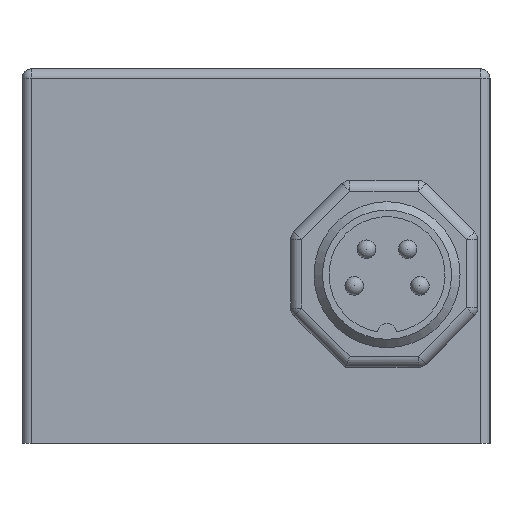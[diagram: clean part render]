
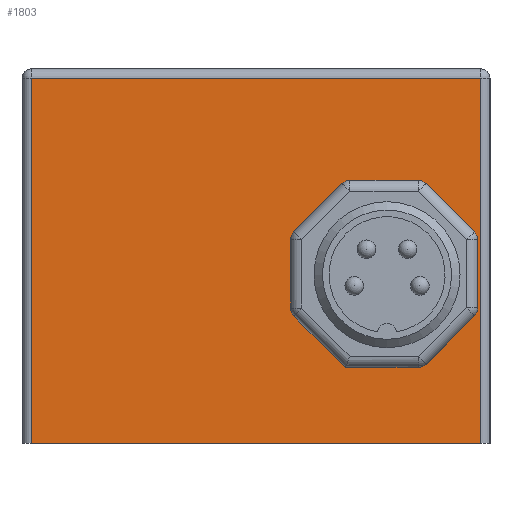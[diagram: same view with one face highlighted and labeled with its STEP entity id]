
A CAD part, left-side view. The second image highlights one B-rep face of the part: STEP entity #1803.
In plain terms, the highlighted planar face has unit normal (-1, 0, 0).
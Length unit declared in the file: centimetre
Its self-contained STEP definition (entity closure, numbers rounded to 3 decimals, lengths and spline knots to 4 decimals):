
#81=VECTOR('',#2039,1.);
#82=VECTOR('',#2041,1.);
#83=VECTOR('',#2043,1.);
#84=VECTOR('',#2045,1.);
#87=VECTOR('',#2060,1.);
#125=VECTOR('',#2162,1.);
#126=VECTOR('',#2163,1.);
#127=VECTOR('',#2164,1.);
#128=VECTOR('',#2165,1.);
#129=VECTOR('',#2166,1.);
#130=VECTOR('',#2167,1.);
#131=VECTOR('',#2168,1.);
#223=LINE('',#2751,#81);
#224=LINE('',#2753,#82);
#225=LINE('',#2755,#83);
#226=LINE('',#2757,#84);
#229=LINE('',#2771,#87);
#267=LINE('',#2896,#125);
#268=LINE('',#2897,#126);
#269=LINE('',#2899,#127);
#270=LINE('',#2900,#128);
#271=LINE('',#2901,#129);
#272=LINE('',#2903,#130);
#273=LINE('',#2905,#131);
#353=PLANE('',#2507);
#442=VERTEX_POINT('',#2641);
#443=VERTEX_POINT('',#2642);
#447=VERTEX_POINT('',#2654);
#448=VERTEX_POINT('',#2655);
#452=VERTEX_POINT('',#2670);
#453=VERTEX_POINT('',#2671);
#457=VERTEX_POINT('',#2683);
#458=VERTEX_POINT('',#2684);
#462=VERTEX_POINT('',#2699);
#463=VERTEX_POINT('',#2700);
#467=VERTEX_POINT('',#2715);
#468=VERTEX_POINT('',#2716);
#472=VERTEX_POINT('',#2728);
#473=VERTEX_POINT('',#2729);
#478=VERTEX_POINT('',#2769);
#480=VERTEX_POINT('',#2772);
#529=VERTEX_POINT('',#2898);
#530=VERTEX_POINT('',#2902);
#531=VERTEX_POINT('',#2904);
#608=CIRCLE('',#2413,0.06);
#612=CIRCLE('',#2419,0.06);
#616=CIRCLE('',#2426,0.06);
#620=CIRCLE('',#2432,0.06);
#624=CIRCLE('',#2439,0.06);
#628=CIRCLE('',#2446,0.06);
#632=CIRCLE('',#2452,0.06);
#712=EDGE_CURVE('',#442,#443,#608,.F.);
#718=EDGE_CURVE('',#447,#448,#612,.F.);
#726=EDGE_CURVE('',#452,#453,#616,.F.);
#732=EDGE_CURVE('',#457,#458,#620,.F.);
#740=EDGE_CURVE('',#462,#463,#624,.F.);
#748=EDGE_CURVE('',#467,#468,#628,.F.);
#754=EDGE_CURVE('',#472,#473,#632,.F.);
#768=EDGE_CURVE('',#442,#448,#223,.T.);
#769=EDGE_CURVE('',#447,#458,#224,.T.);
#770=EDGE_CURVE('',#457,#463,#225,.T.);
#771=EDGE_CURVE('',#462,#473,#226,.T.);
#777=EDGE_CURVE('',#478,#480,#229,.T.);
#837=EDGE_CURVE('',#472,#468,#267,.T.);
#838=EDGE_CURVE('',#467,#529,#268,.T.);
#839=EDGE_CURVE('',#529,#453,#269,.T.);
#840=EDGE_CURVE('',#452,#443,#270,.T.);
#841=EDGE_CURVE('',#530,#478,#271,.T.);
#842=EDGE_CURVE('',#531,#530,#272,.T.);
#843=EDGE_CURVE('',#480,#531,#273,.T.);
#1175=ORIENTED_EDGE('',*,*,#770,.T.);
#1176=ORIENTED_EDGE('',*,*,#740,.F.);
#1177=ORIENTED_EDGE('',*,*,#771,.T.);
#1178=ORIENTED_EDGE('',*,*,#754,.F.);
#1179=ORIENTED_EDGE('',*,*,#837,.T.);
#1180=ORIENTED_EDGE('',*,*,#748,.F.);
#1181=ORIENTED_EDGE('',*,*,#838,.T.);
#1182=ORIENTED_EDGE('',*,*,#839,.T.);
#1183=ORIENTED_EDGE('',*,*,#726,.F.);
#1184=ORIENTED_EDGE('',*,*,#840,.T.);
#1185=ORIENTED_EDGE('',*,*,#712,.F.);
#1186=ORIENTED_EDGE('',*,*,#768,.T.);
#1187=ORIENTED_EDGE('',*,*,#718,.F.);
#1188=ORIENTED_EDGE('',*,*,#769,.T.);
#1189=ORIENTED_EDGE('',*,*,#732,.F.);
#1190=ORIENTED_EDGE('',*,*,#841,.F.);
#1191=ORIENTED_EDGE('',*,*,#842,.F.);
#1192=ORIENTED_EDGE('',*,*,#843,.F.);
#1193=ORIENTED_EDGE('',*,*,#777,.F.);
#1546=EDGE_LOOP('',(#1175,#1176,#1177,#1178,#1179,#1180,#1181,#1182,#1183,
#1184,#1185,#1186,#1187,#1188,#1189));
#1547=EDGE_LOOP('',(#1190,#1191,#1192,#1193));
#1686=FACE_BOUND('',#1546,.T.);
#1687=FACE_BOUND('',#1547,.T.);
#1803=ADVANCED_FACE('',(#1686,#1687),#353,.T.);
#1916=DIRECTION('',(1.,0.,0.));
#1917=DIRECTION('',(0.,0.055,0.023));
#1930=DIRECTION('',(1.,0.,0.));
#1931=DIRECTION('',(0.,0.023,0.055));
#1948=DIRECTION('',(1.,0.,0.));
#1949=DIRECTION('',(0.,0.055,-0.023));
#1962=DIRECTION('',(1.,0.,0.));
#1963=DIRECTION('',(0.,-0.023,0.055));
#1980=DIRECTION('',(1.,0.,0.));
#1981=DIRECTION('',(0.,-0.055,0.023));
#1998=DIRECTION('',(1.,0.,0.));
#1999=DIRECTION('',(0.,-0.023,-0.055));
#2012=DIRECTION('',(1.,0.,0.));
#2013=DIRECTION('',(0.,-0.055,-0.023));
#2039=DIRECTION('',(0.,-0.707,0.708));
#2041=DIRECTION('',(0.,-1.,0.001));
#2043=DIRECTION('',(0.,-0.708,-0.707));
#2045=DIRECTION('',(0.,-0.001,-1.));
#2060=DIRECTION('',(0.,1.,0.));
#2161=DIRECTION('',(-1.,0.,0.));
#2162=DIRECTION('',(0.,0.707,-0.708));
#2163=DIRECTION('',(0.,1.,-0.001));
#2164=DIRECTION('',(0.,0.708,0.707));
#2165=DIRECTION('',(0.,0.001,1.));
#2166=DIRECTION('',(0.,0.,-1.));
#2167=DIRECTION('',(0.,-1.,0.));
#2168=DIRECTION('',(0.,0.,1.));
#2413=AXIS2_PLACEMENT_3D('',#2640,#1916,#1917);
#2419=AXIS2_PLACEMENT_3D('',#2653,#1930,#1931);
#2426=AXIS2_PLACEMENT_3D('',#2669,#1948,#1949);
#2432=AXIS2_PLACEMENT_3D('',#2682,#1962,#1963);
#2439=AXIS2_PLACEMENT_3D('',#2698,#1980,#1981);
#2446=AXIS2_PLACEMENT_3D('',#2714,#1998,#1999);
#2452=AXIS2_PLACEMENT_3D('',#2727,#2012,#2013);
#2507=AXIS2_PLACEMENT_3D('',#2895,#2161,$);
#2640=CARTESIAN_POINT('',(0.,1.0059,1.0867));
#2641=CARTESIAN_POINT('',(0.,1.0483,1.1291));
#2642=CARTESIAN_POINT('',(0.,1.0659,1.0866));
#2653=CARTESIAN_POINT('',(0.,0.7483,1.3446));
#2654=CARTESIAN_POINT('',(0.,0.7483,1.4046));
#2655=CARTESIAN_POINT('',(0.,0.7908,1.387));
#2669=CARTESIAN_POINT('',(0.,1.0056,0.7222));
#2670=CARTESIAN_POINT('',(0.,1.0656,0.7221));
#2671=CARTESIAN_POINT('',(0.,1.048,0.6797));
#2682=CARTESIAN_POINT('',(0.,0.3838,1.3448));
#2683=CARTESIAN_POINT('',(0.,0.3414,1.3873));
#2684=CARTESIAN_POINT('',(0.,0.3838,1.4048));
#2698=CARTESIAN_POINT('',(0.,0.1259,1.0872));
#2699=CARTESIAN_POINT('',(0.,0.0659,1.0873));
#2700=CARTESIAN_POINT('',(0.,0.0835,1.1297));
#2714=CARTESIAN_POINT('',(0.,0.3832,0.4648));
#2715=CARTESIAN_POINT('',(0.,0.3832,0.4048));
#2716=CARTESIAN_POINT('',(0.,0.3408,0.4224));
#2727=CARTESIAN_POINT('',(0.,0.1256,0.7227));
#2728=CARTESIAN_POINT('',(0.,0.0832,0.6803));
#2729=CARTESIAN_POINT('',(0.,0.0656,0.7228));
#2751=CARTESIAN_POINT('',(0.,1.3166,0.8605));
#2753=CARTESIAN_POINT('',(0.,0.9085,1.4045));
#2755=CARTESIAN_POINT('',(0.,0.1576,1.2037));
#2757=CARTESIAN_POINT('',(0.,0.0655,0.4529));
#2769=CARTESIAN_POINT('',(0.,0.05,0.));
#2771=CARTESIAN_POINT('',(0.,0.,0.));
#2772=CARTESIAN_POINT('',(0.,2.45,0.));
#2895=CARTESIAN_POINT('',(0.,1.25,0.));
#2896=CARTESIAN_POINT('',(0.,0.609,0.1538));
#2897=CARTESIAN_POINT('',(0.,0.9078,0.4045));
#2898=CARTESIAN_POINT('',(0.,0.7725,0.4046));
#2899=CARTESIAN_POINT('',(0.,0.8642,0.4961));
#2900=CARTESIAN_POINT('',(0.,1.0655,0.4522));
#2901=CARTESIAN_POINT('',(0.,0.05,0.));
#2902=CARTESIAN_POINT('',(0.,0.05,1.95));
#2903=CARTESIAN_POINT('',(0.,1.25,1.95));
#2904=CARTESIAN_POINT('',(0.,2.45,1.95));
#2905=CARTESIAN_POINT('',(0.,2.45,0.));
